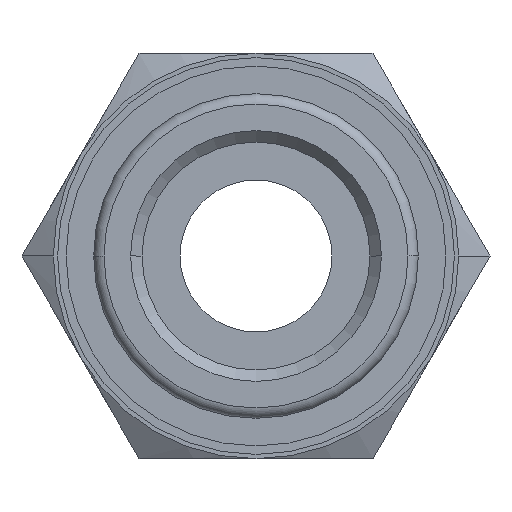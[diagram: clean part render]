
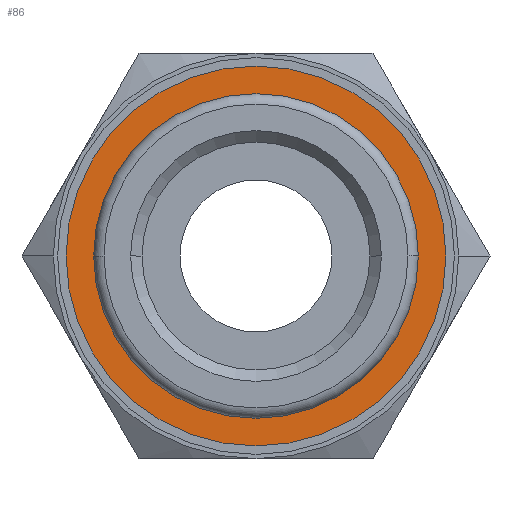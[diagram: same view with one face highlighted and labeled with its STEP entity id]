
A CAD part, front view. The second image highlights one B-rep face of the part: STEP entity #86.
In plain terms, the highlighted planar face has unit normal (0, -1, 0).
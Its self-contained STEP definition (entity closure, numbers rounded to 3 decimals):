
#86=ADVANCED_FACE('',(#227,#228),#229,.T.);
#227=FACE_BOUND('',#430,.T.);
#228=FACE_OUTER_BOUND('',#431,.T.);
#229=PLANE('',#432);
#430=EDGE_LOOP('',(#627,#628,#629));
#431=EDGE_LOOP('',(#630,#631));
#432=AXIS2_PLACEMENT_3D('',#632,#633,#634);
#627=ORIENTED_EDGE('',*,*,#1133,.T.);
#628=ORIENTED_EDGE('',*,*,#1134,.T.);
#629=ORIENTED_EDGE('',*,*,#1135,.T.);
#630=ORIENTED_EDGE('',*,*,#1136,.F.);
#631=ORIENTED_EDGE('',*,*,#1137,.F.);
#632=CARTESIAN_POINT('',(5.625,3.6,0.0));
#633=DIRECTION('',(-0.0,-1.0,-0.0));
#634=DIRECTION('',(-1.0,0.0,0.0));
#1133=EDGE_CURVE('',#1324,#1325,#1326,.T.);
#1134=EDGE_CURVE('',#1325,#1327,#1328,.T.);
#1135=EDGE_CURVE('',#1327,#1324,#1329,.T.);
#1136=EDGE_CURVE('',#1330,#1331,#1332,.T.);
#1137=EDGE_CURVE('',#1331,#1330,#1333,.T.);
#1324=VERTEX_POINT('',#1592);
#1325=VERTEX_POINT('',#1593);
#1326=CIRCLE('',#1594,9.156);
#1327=VERTEX_POINT('',#1595);
#1328=CIRCLE('',#1596,9.156);
#1329=CIRCLE('',#1597,9.156);
#1330=VERTEX_POINT('',#1598);
#1331=VERTEX_POINT('',#1599);
#1332=CIRCLE('',#1600,11.25);
#1333=CIRCLE('',#1601,11.25);
#1592=CARTESIAN_POINT('',(0.,3.6,9.156));
#1593=CARTESIAN_POINT('',(9.156,3.6,0.));
#1594=AXIS2_PLACEMENT_3D('',#2159,#2160,#2161);
#1595=CARTESIAN_POINT('',(-9.156,3.6,0.));
#1596=AXIS2_PLACEMENT_3D('',#2162,#2163,#2164);
#1597=AXIS2_PLACEMENT_3D('',#2165,#2166,#2167);
#1598=CARTESIAN_POINT('',(11.25,3.6,0.0));
#1599=CARTESIAN_POINT('',(-11.25,3.6,0.));
#1600=AXIS2_PLACEMENT_3D('',#2168,#2169,#2170);
#1601=AXIS2_PLACEMENT_3D('',#2171,#2172,#2173);
#2159=CARTESIAN_POINT('',(0.0,3.6,0.0));
#2160=DIRECTION('',(0.0,1.0,0.0));
#2161=DIRECTION('',(0.0,0.0,-1.0));
#2162=CARTESIAN_POINT('',(0.0,3.6,0.0));
#2163=DIRECTION('',(0.0,1.0,0.0));
#2164=DIRECTION('',(0.0,0.0,-1.0));
#2165=CARTESIAN_POINT('',(0.0,3.6,0.0));
#2166=DIRECTION('',(0.0,1.0,0.0));
#2167=DIRECTION('',(0.0,0.0,-1.0));
#2168=CARTESIAN_POINT('',(0.0,3.6,0.0));
#2169=DIRECTION('',(-0.0,1.0,0.0));
#2170=DIRECTION('',(1.0,0.0,0.0));
#2171=CARTESIAN_POINT('',(0.0,3.6,0.0));
#2172=DIRECTION('',(-0.0,1.0,0.0));
#2173=DIRECTION('',(1.0,0.0,0.0));
